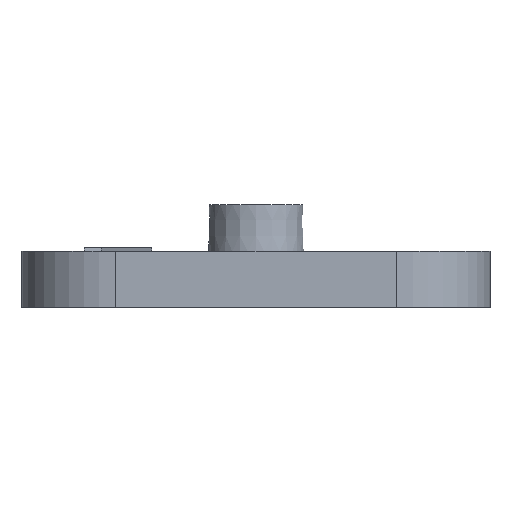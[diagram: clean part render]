
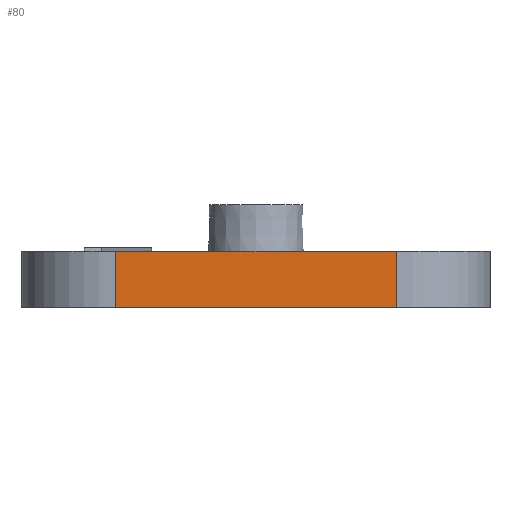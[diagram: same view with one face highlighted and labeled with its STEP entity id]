
A CAD part, left-side view. The second image highlights one B-rep face of the part: STEP entity #80.
In plain terms, the highlighted planar face has unit normal (-1, 0, 0).
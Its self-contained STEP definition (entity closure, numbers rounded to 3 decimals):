
#80 = ADVANCED_FACE( '', ( #156 ), #157, .T. );
#156 = FACE_OUTER_BOUND( '', #289, .T. );
#157 = PLANE( '', #290 );
#289 = EDGE_LOOP( '', ( #488, #489, #490, #491 ) );
#290 = AXIS2_PLACEMENT_3D( '', #492, #493, #494 );
#488 = ORIENTED_EDGE( '', *, *, #947, .F. );
#489 = ORIENTED_EDGE( '', *, *, #898, .T. );
#490 = ORIENTED_EDGE( '', *, *, #948, .T. );
#491 = ORIENTED_EDGE( '', *, *, #944, .F. );
#492 = CARTESIAN_POINT( '', ( -34., -7.5, 91.331 ) );
#493 = DIRECTION( '', ( -1., 0., 0. ) );
#494 = DIRECTION( '', ( 0., 1., 0. ) );
#898 = EDGE_CURVE( '', #1063, #1061, #1064, .T. );
#944 = EDGE_CURVE( '', #1150, #1152, #1153, .T. );
#947 = EDGE_CURVE( '', #1063, #1150, #1156, .T. );
#948 = EDGE_CURVE( '', #1061, #1152, #1157, .T. );
#1061 = VERTEX_POINT( '', #1322 );
#1063 = VERTEX_POINT( '', #1324 );
#1064 = LINE( '', #1325, #1326 );
#1150 = VERTEX_POINT( '', #1450 );
#1152 = VERTEX_POINT( '', #1452 );
#1153 = LINE( '', #1453, #1454 );
#1156 = LINE( '', #1457, #1458 );
#1157 = LINE( '', #1459, #1460 );
#1322 = CARTESIAN_POINT( '', ( -34., 7.5, 3. ) );
#1324 = CARTESIAN_POINT( '', ( -34., -7.5, 3. ) );
#1325 = CARTESIAN_POINT( '', ( -34., 0., 3. ) );
#1326 = VECTOR( '', #1680, 1000. );
#1450 = CARTESIAN_POINT( '', ( -34., -7.5, 0. ) );
#1452 = CARTESIAN_POINT( '', ( -34., 7.5, 0. ) );
#1453 = CARTESIAN_POINT( '', ( -34., 0., 0. ) );
#1454 = VECTOR( '', #1740, 1000. );
#1457 = CARTESIAN_POINT( '', ( -34., -7.5, 91.331 ) );
#1458 = VECTOR( '', #1747, 1000. );
#1459 = CARTESIAN_POINT( '', ( -34., 7.5, 91.331 ) );
#1460 = VECTOR( '', #1748, 1000. );
#1680 = DIRECTION( '', ( 0., 1., 0. ) );
#1740 = DIRECTION( '', ( 0., 1., 0. ) );
#1747 = DIRECTION( '', ( 0., 0., -1. ) );
#1748 = DIRECTION( '', ( 0., 0., -1. ) );
